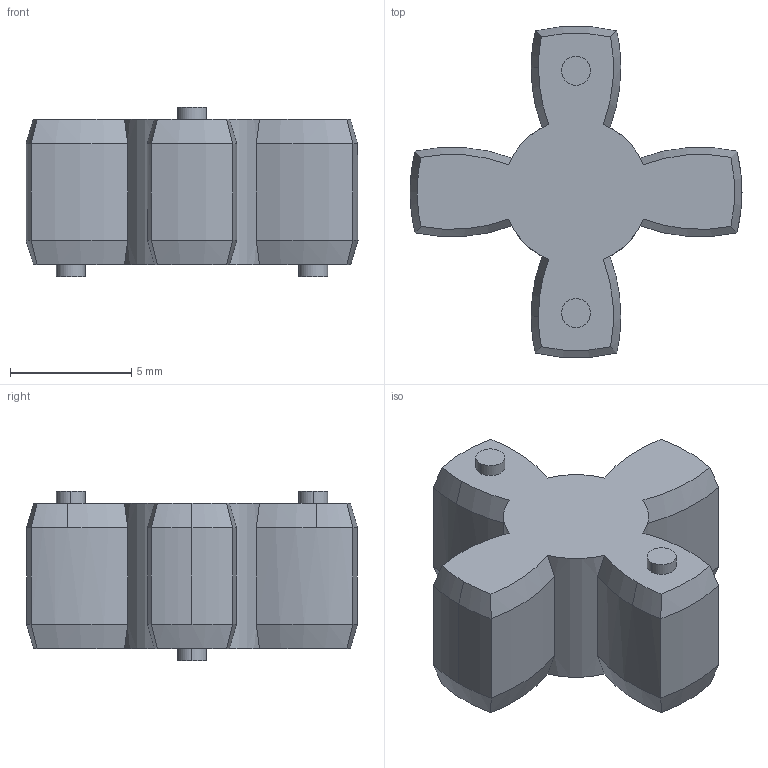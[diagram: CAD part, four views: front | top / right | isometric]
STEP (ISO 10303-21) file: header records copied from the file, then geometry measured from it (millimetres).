
FILE_DESCRIPTION (( 'STEP AP203' ), '1' );
FILE_NAME ('SJC-14-BL-SLEEVE.step', '2021-04-15T12:35:29', ( '' ), ( '' ), 'SwSTEP 2.0', 'SolidWorks 2021', '' );
FILE_SCHEMA (( 'CONFIG_CONTROL_DESIGN' ));
Length unit declared in the file: millimetre
Products named in the file (1): SJC-14-BL-SLEEVE
Bounding box: 13.7 x 13.65 x 7 mm (x, y, z)
Volume: 486.3 mm3; surface area: 467.8 mm2
Topology: 1 solids, 1 shells, 63 faces, 152 edges, 95 vertices
Faces by surface type: cone 30, cylinder 27, plane 6
Entity records: 1970 total; most frequent: CARTESIAN_POINT 407, DIRECTION 335, ORIENTED_EDGE 304, EDGE_CURVE 152, AXIS2_PLACEMENT_3D 151, VERTEX_POINT 95, CIRCLE 87, EDGE_LOOP 67
